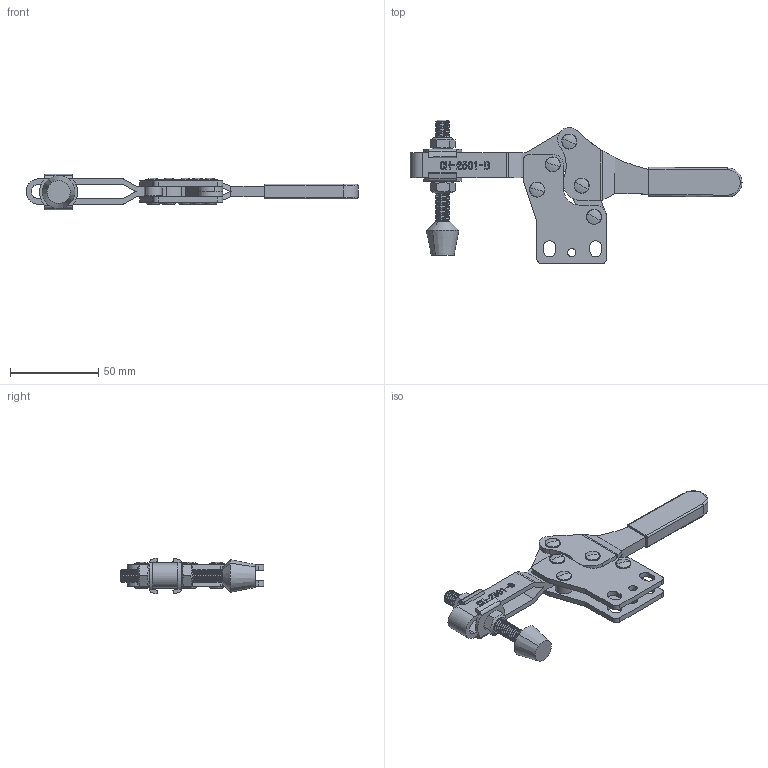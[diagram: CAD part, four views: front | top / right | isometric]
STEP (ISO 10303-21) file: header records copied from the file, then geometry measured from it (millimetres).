
FILE_DESCRIPTION (( 'STEP AP203' ), '1' );
FILE_NAME ('CH-2501-B.STEP', '2019-05-03T08:53:50', ( 'User' ), ( 'china' ), 'SwSTEP 2.0', 'SolidWorks 2018', '' );
FILE_SCHEMA (( 'CONFIG_CONTROL_DESIGN' ));
Length unit declared in the file: millimetre
Products named in the file (11): CH-2500-06____1; CH-2501-B; CH-11401-05____1; CH-36092M-06____1; FW516____1; CH-2501-B-02___; CH-FC-56300-02____1; CH-FC-56300____1; CH-2501-B-01___; CH-2500-04____1; CH-2500-03___
Assembly tree (19 placements, depth 2):
  CH-2501-B
    CH-2500-04____1
    CH-2500-06____1  x5
    CH-11401-05____1
    CH-36092M-06____1  x4
    FW516____1  x2
    CH-2501-B-02___
    CH-FC-56300-02____1  x2
    CH-FC-56300____1
    CH-2501-B-01___
    CH-2500-03___
Bounding box: 188.24 x 81.43 x 20.32 mm (x, y, z)
Volume: 46940.2 mm3; surface area: 36549.3 mm2
Topology: 21 solids, 21 shells, 2344 faces, 6669 edges, 4400 vertices
Faces by surface type: plane 1015, cylinder 1000, bspline 249, cone 76, torus 4
Entity records: 60678 total; most frequent: CARTESIAN_POINT 33490, ORIENTED_EDGE 6040, DIRECTION 4505, EDGE_CURVE 3020, VERTEX_POINT 1998, AXIS2_PLACEMENT_3D 1568, VECTOR 1369, LINE 1369
